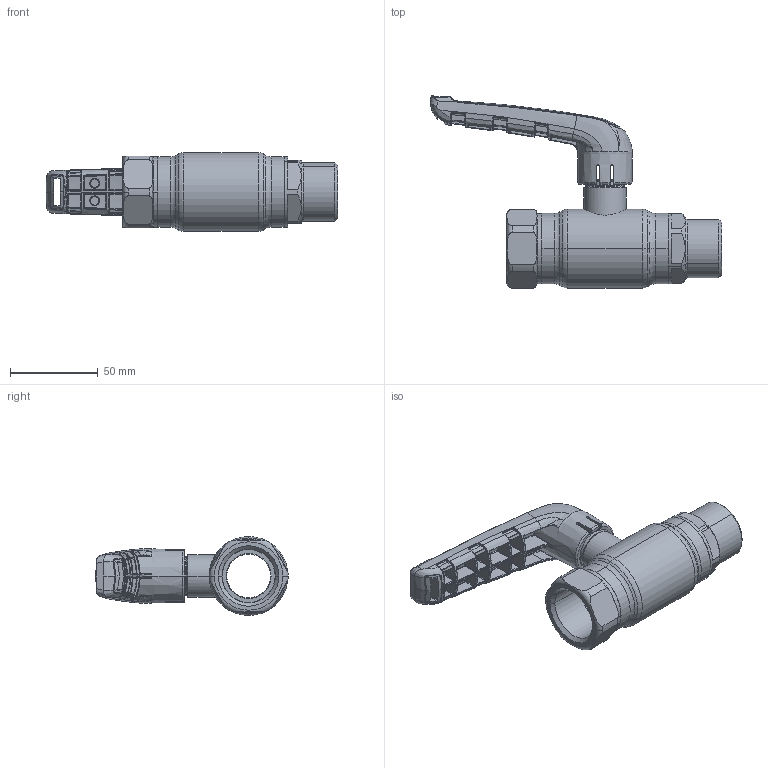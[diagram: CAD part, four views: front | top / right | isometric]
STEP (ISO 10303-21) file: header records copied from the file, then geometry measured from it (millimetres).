
FILE_DESCRIPTION (( 'STEP AP214' ), '1' );
FILE_NAME ('1025002400-xxxx.step', '2019-05-07T11:43:58', ( '' ), ( '' ), 'SwSTEP 2.0', 'SolidWorks 2017', '' );
FILE_SCHEMA (( 'AUTOMOTIVE_DESIGN' ));
Length unit declared in the file: millimetre
Products named in the file (1): 1025002400-xxxx
Bounding box: 166.07 x 109.61 x 45 mm (x, y, z)
Surface area: 41699 mm2 (no closed solid volume)
Topology: 0 solids, 7 shells, 797 faces, 2393 edges, 1512 vertices
Faces by surface type: bspline 608, plane 75, cylinder 45, torus 30, cone 25, sphere 14
Entity records: 60089 total; most frequent: CARTESIAN_POINT 35487, ORIENTED_EDGE 4092, EDGE_CURVE 2373, DIRECTION 1723, B_SPLINE_CURVE_WITH_KNOTS 1611, VERTEX_POINT 1502, EDGE_LOOP 816, UNCERTAINTY_MEASURE_WITH_UNIT 799
